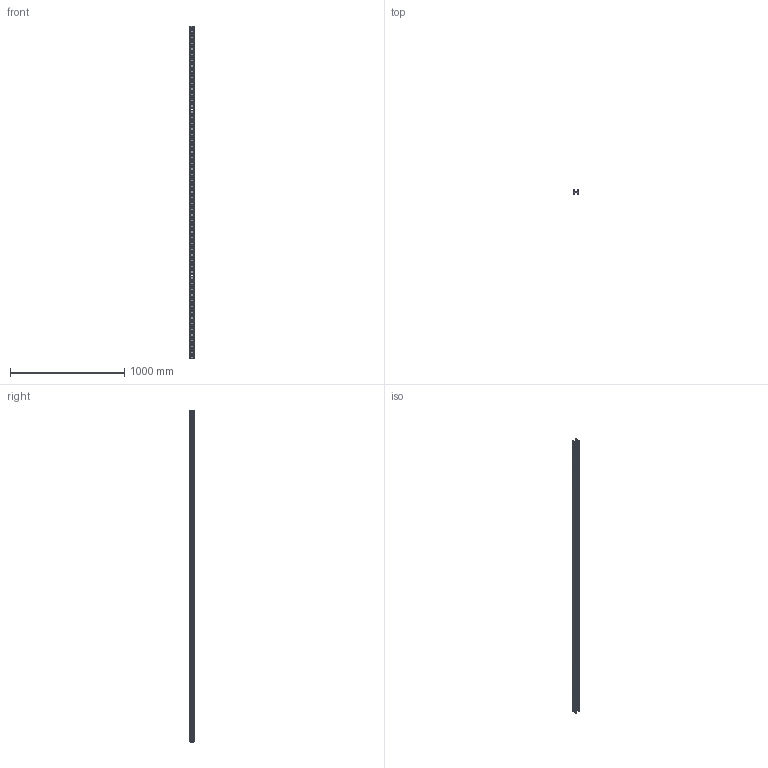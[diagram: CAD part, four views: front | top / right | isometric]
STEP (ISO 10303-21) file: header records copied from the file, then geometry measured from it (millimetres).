
FILE_DESCRIPTION (( 'STEP AP203' ), '1' );
FILE_NAME ('Äâîéíîé STRUT-ïðîôèëü_h21-L2900.step', '2022-01-25T09:28:10', ( '' ), ( '' ), 'SwSTEP 2.0', 'SolidWorks 2017', '' );
FILE_SCHEMA (( 'CONFIG_CONTROL_DESIGN' ));
Length unit declared in the file: millimetre
Products named in the file (2): STRUT-镳铘桦黖h21-2900; Äâîéíîé STRUT-ïðîôèëü_h21-L2900
Assembly tree (2 placements, depth 2):
  Äâîéíîé STRUT-ïðîôèëü_h21-L2900
    STRUT-镳铘桦黖h21-2900  x2
Bounding box: 41 x 42 x 2900 mm (x, y, z)
Volume: 1257864.5 mm3; surface area: 1086596.9 mm2
Topology: 2 solids, 2 shells, 3712 faces, 11124 edges, 7416 vertices
Faces by surface type: plane 3468, cylinder 244
Entity records: 61910 total; most frequent: CARTESIAN_POINT 11131, ORIENTED_EDGE 11124, DIRECTION 9528, EDGE_CURVE 5562, VECTOR 5318, LINE 5318, VERTEX_POINT 3708, AXIS2_PLACEMENT_3D 2105
